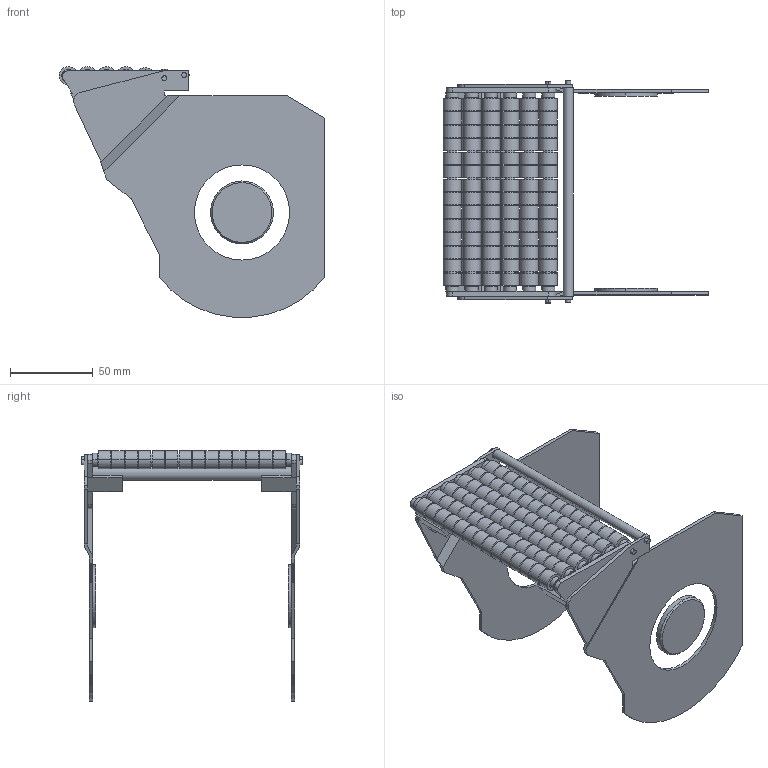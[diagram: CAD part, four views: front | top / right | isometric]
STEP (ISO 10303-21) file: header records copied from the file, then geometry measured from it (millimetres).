
FILE_DESCRIPTION(('STEP AP214'),'1');
FILE_NAME('cctmp_B03CD303-BCF9-4219-8D17-878B8A7FA108_2021_5_19_11_37_35_20..stp','2021-05-19T09:37:35',('Bosch Rexroth AG'),('CADClick - www.CADClick.com'),'Spatial InterOp 3D',' ','unknown authorization - (Healing Option Enabled)');
FILE_SCHEMA(('AUTOMOTIVE_DESIGN'));
Length unit declared in the file: millimetre
Products named in the file (1): 1
Bounding box: 160.36 x 134 x 151.28 mm (x, y, z)
Volume: 148810.8 mm3; surface area: 109882 mm2
Topology: 3 solids, 3 shells, 708 faces, 1510 edges, 1002 vertices
Faces by surface type: cylinder 442, plane 262, cone 4
Entity records: 25292 total; most frequent: DIRECTION 3830, CARTESIAN_POINT 3223, ORIENTED_EDGE 3020, AXIS2_PLACEMENT_3D 1609, EDGE_CURVE 1510, VERTEX_POINT 1002, EDGE_LOOP 922, CIRCLE 898
